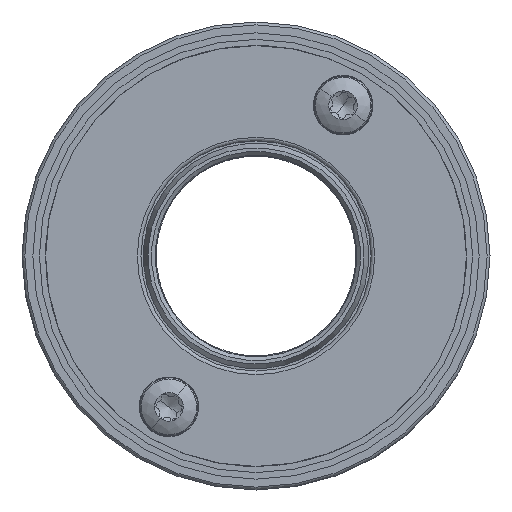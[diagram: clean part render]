
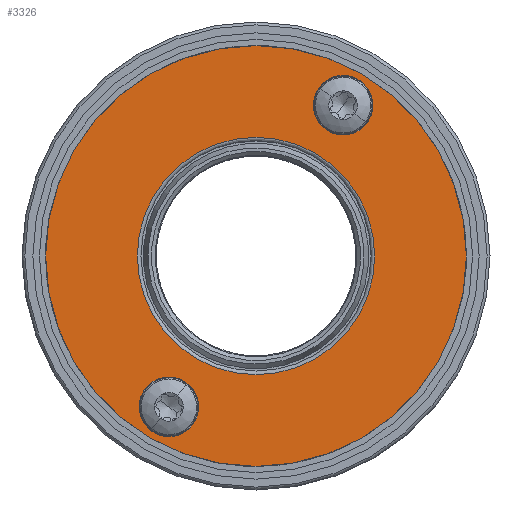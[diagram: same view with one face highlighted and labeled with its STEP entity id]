
A CAD part, left-side view. The second image highlights one B-rep face of the part: STEP entity #3326.
In plain terms, the highlighted planar face has unit normal (-1, 0, 0).
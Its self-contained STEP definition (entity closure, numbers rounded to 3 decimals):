
#240 = EDGE_CURVE ( 'NONE', #5578, #5578, #1563, .T. ) ;
#612 = CARTESIAN_POINT ( 'NONE',  ( 0., 0., 0. ) ) ;
#953 = CARTESIAN_POINT ( 'NONE',  ( 0., 0., 0. ) ) ;
#1186 = DIRECTION ( 'NONE',  ( -1., 0., 0. ) ) ;
#1354 = VERTEX_POINT ( 'NONE', #7427 ) ;
#1439 = CIRCLE ( 'NONE', #4471, 29. ) ;
#1563 = CIRCLE ( 'NONE', #7623, 16.35 ) ;
#2314 = EDGE_CURVE ( 'NONE', #1354, #1354, #4753, .T. ) ;
#2352 = EDGE_LOOP ( 'NONE', ( #10529 ) ) ;
#2468 = FACE_BOUND ( 'NONE', #2352, .T. ) ;
#2652 = FACE_BOUND ( 'NONE', #9485, .T. ) ;
#3167 = CARTESIAN_POINT ( 'NONE',  ( 0., 0., 24. ) ) ;
#3326 = ADVANCED_FACE ( 'NONE', ( #2652, #7060, #2468, #11596 ), #3549, .F. ) ;
#3447 = CIRCLE ( 'NONE', #6871, 4.1 ) ;
#3549 = PLANE ( 'NONE',  #10094 ) ;
#4203 = DIRECTION ( 'NONE',  ( 1., 0., 0. ) ) ;
#4250 = DIRECTION ( 'NONE',  ( 0., 0., 1. ) ) ;
#4471 = AXIS2_PLACEMENT_3D ( 'NONE', #9327, #1186, #10272 ) ;
#4753 = CIRCLE ( 'NONE', #6655, 4.1 ) ;
#4969 = ORIENTED_EDGE ( 'NONE', *, *, #10961, .F. ) ;
#5578 = VERTEX_POINT ( 'NONE', #10046 ) ;
#5827 = ORIENTED_EDGE ( 'NONE', *, *, #9839, .T. ) ;
#5990 = DIRECTION ( 'NONE',  ( -1., 0., 0. ) ) ;
#6171 = DIRECTION ( 'NONE',  ( 1., 0., 0. ) ) ;
#6655 = AXIS2_PLACEMENT_3D ( 'NONE', #3167, #11399, #8645 ) ;
#6871 = AXIS2_PLACEMENT_3D ( 'NONE', #7957, #5990, #4250 ) ;
#7060 = FACE_BOUND ( 'NONE', #9298, .T. ) ;
#7124 = DIRECTION ( 'NONE',  ( 0., 0., -1. ) ) ;
#7427 = CARTESIAN_POINT ( 'NONE',  ( 0., 0., 28.1 ) ) ;
#7623 = AXIS2_PLACEMENT_3D ( 'NONE', #612, #4203, #11371 ) ;
#7957 = CARTESIAN_POINT ( 'NONE',  ( 0., 0., -24. ) ) ;
#8250 = VERTEX_POINT ( 'NONE', #10188 ) ;
#8302 = CARTESIAN_POINT ( 'NONE',  ( 0., 0., -19.9 ) ) ;
#8352 = VERTEX_POINT ( 'NONE', #8302 ) ;
#8645 = DIRECTION ( 'NONE',  ( 0., 0., 1. ) ) ;
#9298 = EDGE_LOOP ( 'NONE', ( #4969 ) ) ;
#9327 = CARTESIAN_POINT ( 'NONE',  ( 0., 0., 0. ) ) ;
#9485 = EDGE_LOOP ( 'NONE', ( #11422 ) ) ;
#9839 = EDGE_CURVE ( 'NONE', #8250, #8250, #1439, .T. ) ;
#10046 = CARTESIAN_POINT ( 'NONE',  ( 0., 0., -16.35 ) ) ;
#10094 = AXIS2_PLACEMENT_3D ( 'NONE', #953, #6171, #7124 ) ;
#10188 = CARTESIAN_POINT ( 'NONE',  ( 0., 0., 29. ) ) ;
#10272 = DIRECTION ( 'NONE',  ( 0., 0., 1. ) ) ;
#10529 = ORIENTED_EDGE ( 'NONE', *, *, #240, .T. ) ;
#10961 = EDGE_CURVE ( 'NONE', #8352, #8352, #3447, .T. ) ;
#11246 = EDGE_LOOP ( 'NONE', ( #5827 ) ) ;
#11371 = DIRECTION ( 'NONE',  ( 0., 0., -1. ) ) ;
#11399 = DIRECTION ( 'NONE',  ( -1., 0., 0. ) ) ;
#11422 = ORIENTED_EDGE ( 'NONE', *, *, #2314, .F. ) ;
#11596 = FACE_OUTER_BOUND ( 'NONE', #11246, .T. ) ;
